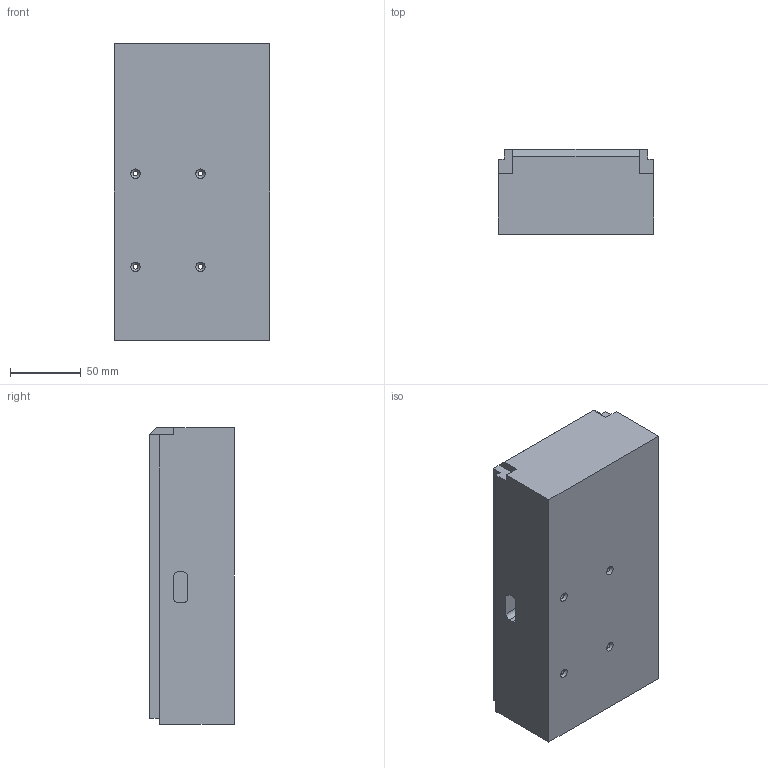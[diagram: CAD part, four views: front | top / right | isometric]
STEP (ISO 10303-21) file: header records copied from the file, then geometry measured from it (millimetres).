
FILE_DESCRIPTION(/* description */ (''),/* implementation_level */ '2;1');
FILE_NAME(/* name */ 'Основание.stp',/* time_stamp */ '2024-01-27T13:42:24+03:00',/* author */ ('79651'),/* organization */ (''),/* preprocessor_version */ 'ST-DEVELOPER v18.1',/* originating_system */ 'Autodesk Inventor 2022',/* authorisation */ '');
FILE_SCHEMA (('AUTOMOTIVE_DESIGN { 1 0 10303 214 3 1 1 }'));
Length unit declared in the file: millimetre
Products named in the file (1): Основание
Bounding box: 110 x 60 x 210 mm (x, y, z)
Volume: 429354 mm3; surface area: 118499.9 mm2
Topology: 1 solids, 1 shells, 113 faces, 275 edges, 170 vertices
Faces by surface type: plane 55, cylinder 34, bspline 10, cone 10, torus 4
Full cylindrical faces by diameter (mm): 3.4 x4, 3.9 x4, 6.3 x2
Entity records: 4104 total; most frequent: CARTESIAN_POINT 1401, DIRECTION 551, ORIENTED_EDGE 546, EDGE_CURVE 273, AXIS2_PLACEMENT_3D 194, VERTEX_POINT 170, LINE 163, VECTOR 163
